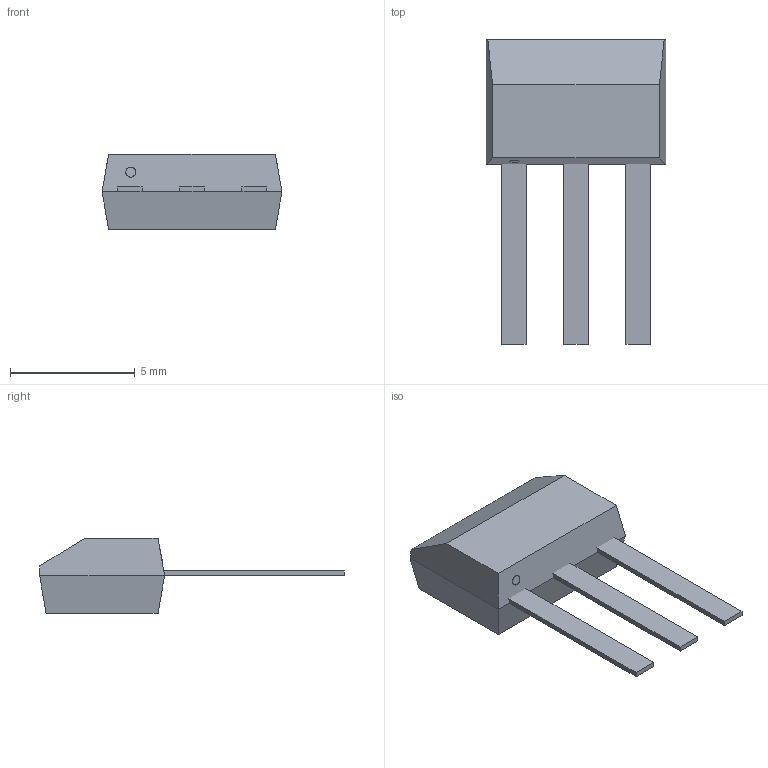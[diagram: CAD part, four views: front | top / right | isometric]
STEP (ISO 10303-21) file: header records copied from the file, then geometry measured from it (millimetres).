
FILE_DESCRIPTION (( 'STEP AP214' ), '1' );
FILE_NAME ('ÊÒ-13 ïðÿìûå.STEP', '2021-07-29T05:41:20', ( '' ), ( '' ), 'SwSTEP 2.0', 'SolidWorks 2014', '' );
FILE_SCHEMA (( 'AUTOMOTIVE_DESIGN' ));
Length unit declared in the file: millimetre
Products named in the file (3): 扻豵鵨; ÊÒ-13 ïðÿìûå; Âûâîäû ïðÿìûå
Assembly tree (4 placements, depth 2):
  ÊÒ-13 ïðÿìûå
    扻豵鵨
    Âûâîäû ïðÿìûå  x3
Bounding box: 7.2 x 12.2 x 3.01 mm (x, y, z)
Volume: 97.8 mm3; surface area: 179.9 mm2
Topology: 4 solids, 4 shells, 122 faces, 320 edges, 212 vertices
Faces by surface type: plane 67, bspline 53, cylinder 2
Entity records: 5654 total; most frequent: CARTESIAN_POINT 2014, ORIENTED_EDGE 592, DIRECTION 322, EDGE_CURVE 296, VERTEX_POINT 196, LINE 186, VECTOR 186, EDGE_LOOP 116
